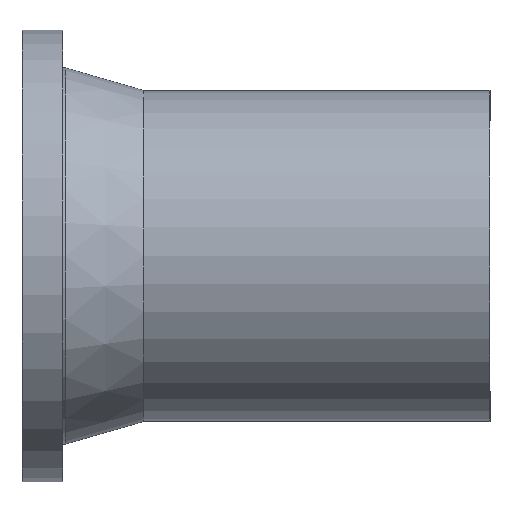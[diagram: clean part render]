
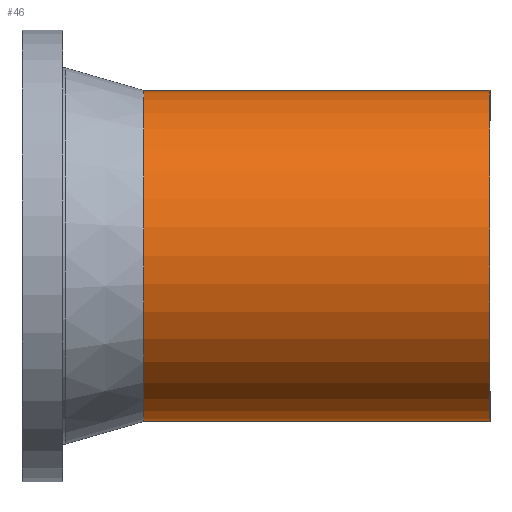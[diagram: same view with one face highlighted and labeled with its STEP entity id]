
A CAD part, top view. The second image highlights one B-rep face of the part: STEP entity #46.
In plain terms, the highlighted cylindrical face has radius 55 mm (diameter 110 mm), a partial arc.
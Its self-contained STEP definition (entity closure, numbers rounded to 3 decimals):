
#46=ADVANCED_FACE('',(#96),#97,.T.);
#96=FACE_OUTER_BOUND('',#146,.T.);
#97=CYLINDRICAL_SURFACE('',#147,55.0);
#146=EDGE_LOOP('',(#208,#209,#210,#211));
#147=AXIS2_PLACEMENT_3D('',#212,#213,#214);
#208=ORIENTED_EDGE('',*,*,#295,.T.);
#209=ORIENTED_EDGE('',*,*,#296,.F.);
#210=ORIENTED_EDGE('',*,*,#293,.F.);
#211=ORIENTED_EDGE('',*,*,#297,.T.);
#212=CARTESIAN_POINT('',(-163.275,0.0,0.0));
#213=DIRECTION('',(1.0,0.0,0.0));
#214=DIRECTION('',(0.0,-1.0,0.0));
#293=EDGE_CURVE('',#338,#339,#341,.T.);
#295=EDGE_CURVE('',#343,#344,#345,.T.);
#296=EDGE_CURVE('',#339,#344,#346,.T.);
#297=EDGE_CURVE('',#338,#343,#347,.T.);
#338=VERTEX_POINT('',#396);
#339=VERTEX_POINT('',#397);
#341=CIRCLE('',#399,55.0);
#343=VERTEX_POINT('',#401);
#344=VERTEX_POINT('',#402);
#345=CIRCLE('',#403,55.);
#346=LINE('',#404,#405);
#347=LINE('',#406,#407);
#396=CARTESIAN_POINT('',(0.0,55.0,0.));
#397=CARTESIAN_POINT('',(0.0,-55.0,0.));
#399=AXIS2_PLACEMENT_3D('',#465,#466,#467);
#401=CARTESIAN_POINT('',(-115.0,55.0,0.));
#402=CARTESIAN_POINT('',(-115.0,-55.0,0.));
#403=AXIS2_PLACEMENT_3D('',#468,#469,#470);
#404=CARTESIAN_POINT('',(0.0,-55.0,0.));
#405=VECTOR('',#471,115.0);
#406=CARTESIAN_POINT('',(0.0,55.0,0.));
#407=VECTOR('',#472,115.0);
#465=CARTESIAN_POINT('',(0.,0.0,0.0));
#466=DIRECTION('',(1.0,0.0,0.0));
#467=DIRECTION('',(0.0,1.0,0.0));
#468=CARTESIAN_POINT('',(-115.0,0.0,0.0));
#469=DIRECTION('',(1.0,0.0,-0.0));
#470=DIRECTION('',(0.0,1.0,0.));
#471=DIRECTION('',(-1.0,0.,0.));
#472=DIRECTION('',(-1.0,0.,0.));
